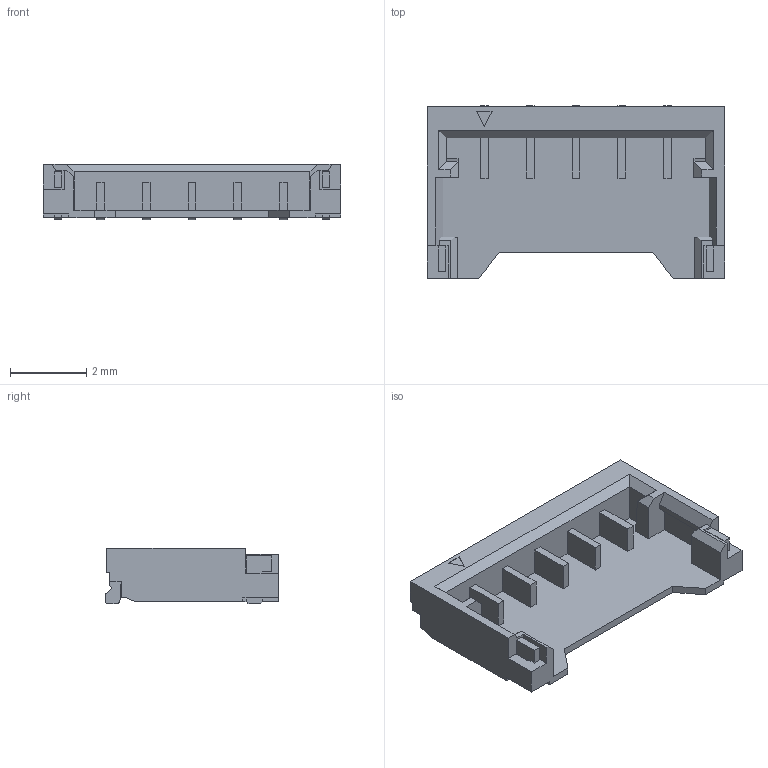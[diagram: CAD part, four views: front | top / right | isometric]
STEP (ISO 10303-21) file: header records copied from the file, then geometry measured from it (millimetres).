
FILE_DESCRIPTION(/* description */ (''),/* implementation_level */ '2;1');
FILE_NAME(/* name */ '781710005wbm000_01_214.stp',/* time_stamp */ '2023-10-25T09:29:34+06:00',/* author */ (''),/* organization */ (''),/* preprocessor_version */ 'ST-DEVELOPER v16.7',/* originating_system */ 'SIEMENS PLM Software NX 1919',/* authorisation */ '');
FILE_SCHEMA (('AUTOMOTIVE_DESIGN { 1 0 10303 214 3 1 1 1 }'));
Length unit declared in the file: millimetre
Products named in the file (1): 781710005wbm000_01
Bounding box: 7.8 x 4.53 x 1.45 mm (x, y, z)
Volume: 16.9 mm3; surface area: 121.1 mm2
Topology: 1 solids, 1 shells, 189 faces, 544 edges, 362 vertices
Faces by surface type: plane 164, cylinder 25
Entity records: 6136 total; most frequent: CARTESIAN_POINT 1096, ORIENTED_EDGE 1088, DIRECTION 974, EDGE_CURVE 544, LINE 494, VECTOR 494, VERTEX_POINT 362, AXIS2_PLACEMENT_3D 240
